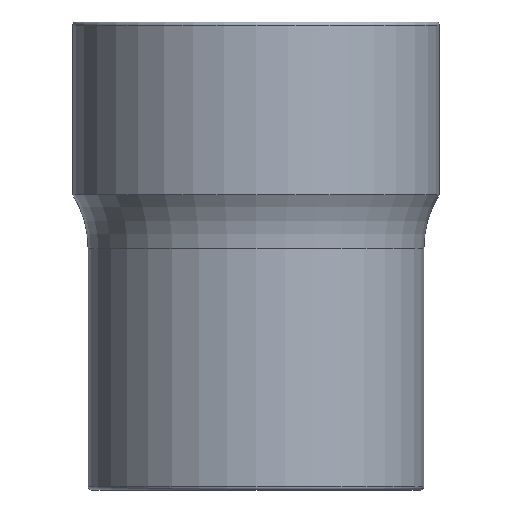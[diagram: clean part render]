
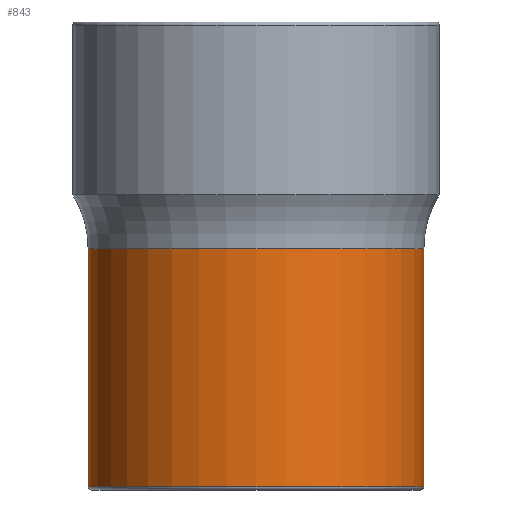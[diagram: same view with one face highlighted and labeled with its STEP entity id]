
A CAD part, left-side view. The second image highlights one B-rep face of the part: STEP entity #843.
In plain terms, the highlighted cylindrical face has radius 16.5 mm (diameter 33 mm), a partial arc.
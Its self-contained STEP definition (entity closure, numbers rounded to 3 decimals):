
#197=DIRECTION('',(0.,0.,1.));
#198=VECTOR('',#197,23.432);
#199=CARTESIAN_POINT('',(0.,16.5,0.3));
#200=LINE('',#199,#198);
#212=DIRECTION('',(0.,0.,1.));
#213=VECTOR('',#212,23.432);
#214=CARTESIAN_POINT('',(0.,-16.5,0.3));
#215=LINE('',#214,#213);
#281=CARTESIAN_POINT('',(0.,0.,23.732));
#282=DIRECTION('',(0.,0.,-1.));
#283=DIRECTION('',(0.,-1.,0.));
#284=AXIS2_PLACEMENT_3D('',#281,#282,#283);
#289=CARTESIAN_POINT('',(0.,0.,0.3));
#290=DIRECTION('',(0.,0.,1.));
#291=DIRECTION('',(0.,1.,0.));
#292=AXIS2_PLACEMENT_3D('',#289,#290,#291);
#611=CARTESIAN_POINT('',(0.,-16.5,0.3));
#612=CARTESIAN_POINT('',(0.,16.5,0.3));
#613=VERTEX_POINT('',#611);
#614=VERTEX_POINT('',#612);
#623=CARTESIAN_POINT('',(0.,16.5,23.732));
#624=CARTESIAN_POINT('',(0.,-16.5,23.732));
#625=VERTEX_POINT('',#623);
#626=VERTEX_POINT('',#624);
#831=CARTESIAN_POINT('',(0.,0.,-2.3));
#832=DIRECTION('',(0.,0.,1.));
#833=DIRECTION('',(0.,1.,0.));
#834=AXIS2_PLACEMENT_3D('',#831,#832,#833);
#835=CYLINDRICAL_SURFACE('',#834,16.5);
#836=ORIENTED_EDGE('',*,*,#825,.F.);
#837=ORIENTED_EDGE('',*,*,#769,.F.);
#839=ORIENTED_EDGE('',*,*,#838,.F.);
#840=ORIENTED_EDGE('',*,*,#766,.T.);
#841=EDGE_LOOP('',(#836,#837,#839,#840));
#842=FACE_OUTER_BOUND('',#841,.F.);
#843=ADVANCED_FACE('',(#842),#835,.T.);
#285=CIRCLE('',#284,16.5);
#293=CIRCLE('',#292,16.5);
#766=EDGE_CURVE('',#614,#625,#200,.T.);
#769=EDGE_CURVE('',#613,#626,#215,.T.);
#825=EDGE_CURVE('',#626,#625,#285,.T.);
#838=EDGE_CURVE('',#614,#613,#293,.T.);
